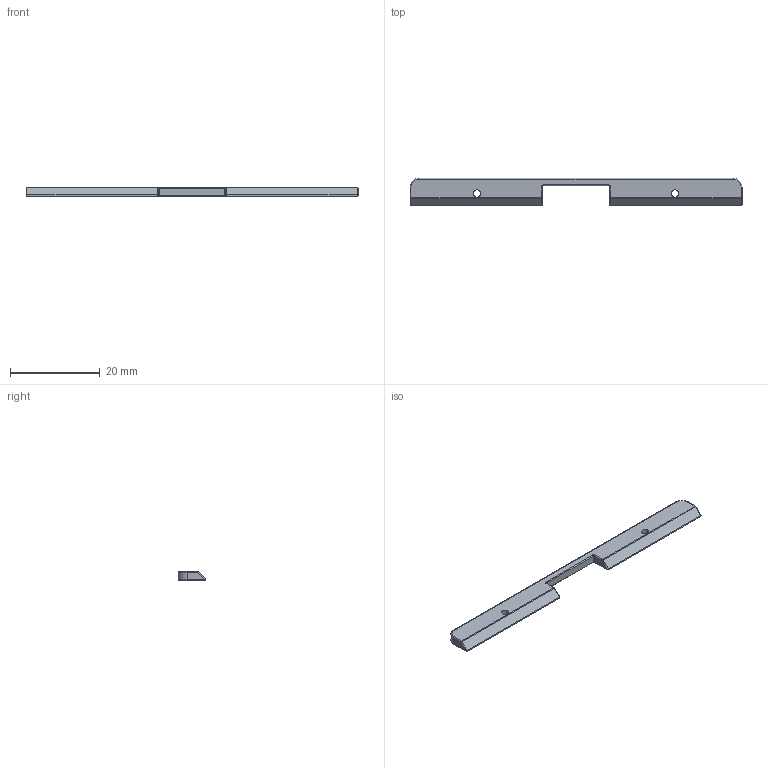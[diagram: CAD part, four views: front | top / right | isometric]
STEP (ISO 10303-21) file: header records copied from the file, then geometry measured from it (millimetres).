
FILE_DESCRIPTION (( 'STEP AP203' ), '1' );
FILE_NAME ('CardWedge_Cutout.STEP', '2019-05-21T06:06:27', ( '' ), ( '' ), 'SwSTEP 2.0', 'SolidWorks 2018', '' );
FILE_SCHEMA (( 'CONFIG_CONTROL_DESIGN' ));
Length unit declared in the file: millimetre
Products named in the file (1): CardWedge_Cutout
Bounding box: 73.8 x 6.12 x 2 mm (x, y, z)
Volume: 669.8 mm3; surface area: 1022.6 mm2
Topology: 1 solids, 1 shells, 55 faces, 126 edges, 67 vertices
Faces by surface type: cylinder 28, plane 10, sphere 9, torus 8
Entity records: 1555 total; most frequent: DIRECTION 296, CARTESIAN_POINT 239, ORIENTED_EDGE 236, AXIS2_PLACEMENT_3D 122, EDGE_CURVE 118, CIRCLE 66, VERTEX_POINT 65, EDGE_LOOP 59
